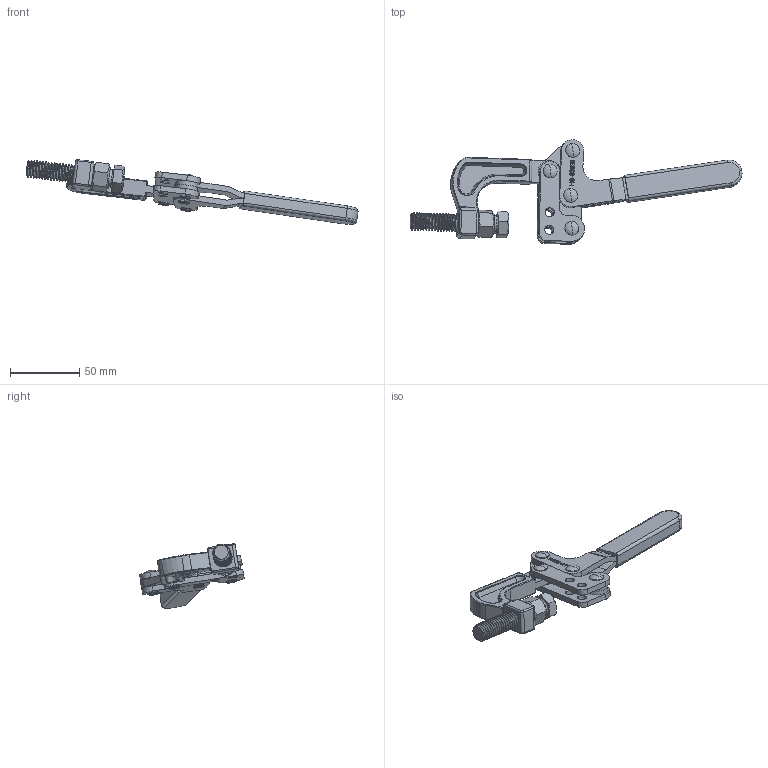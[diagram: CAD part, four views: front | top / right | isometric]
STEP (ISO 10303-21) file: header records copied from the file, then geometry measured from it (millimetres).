
FILE_DESCRIPTION (( 'STEP AP203' ), '1' );
FILE_NAME ('HS-80325.STEP', '2019-09-05T12:46:08', ( '微软用户' ), ( '微软中国' ), 'SwSTEP 2.0', 'SolidWorks 2012', '' );
FILE_SCHEMA (( 'CONFIG_CONTROL_DESIGN' ));
Length unit declared in the file: millimetre
Products named in the file (13): HS-80325; 80325-03_HANDLE_______ASM; NONE-27529_; NONE-25548_; 80379-04_CONNECTING-PLATE______; 1-2_NUT______; 80379-02_BAR______; 80325-05______; 1-2-12X2_1-2______; 80379-06_; 80325-01_STRAIGHT_BASE_______ASM; NONE-8184_; NONE-8137_
Assembly tree (16 placements, depth 3):
  HS-80325
    80325-01_STRAIGHT_BASE_______ASM
      NONE-8137_
      NONE-8184_
    80379-06_  x4
    1-2-12X2_1-2______
    80325-05______
    80379-02_BAR______
    1-2_NUT______
    80379-04_CONNECTING-PLATE______  x2
    80325-03_HANDLE_______ASM
      NONE-25548_
      NONE-27529_
Bounding box: 240.34 x 75.69 x 46.7 mm (x, y, z)
Volume: 69184.7 mm3; surface area: 48959.7 mm2
Topology: 14 solids, 14 shells, 671 faces, 1785 edges, 1148 vertices
Faces by surface type: cylinder 281, plane 203, bspline 140, cone 39, torus 8
Entity records: 62444 total; most frequent: CARTESIAN_POINT 46910, ORIENTED_EDGE 3302, DIRECTION 2343, EDGE_CURVE 1651, VERTEX_POINT 1076, AXIS2_PLACEMENT_3D 790, VECTOR 763, LINE 763
